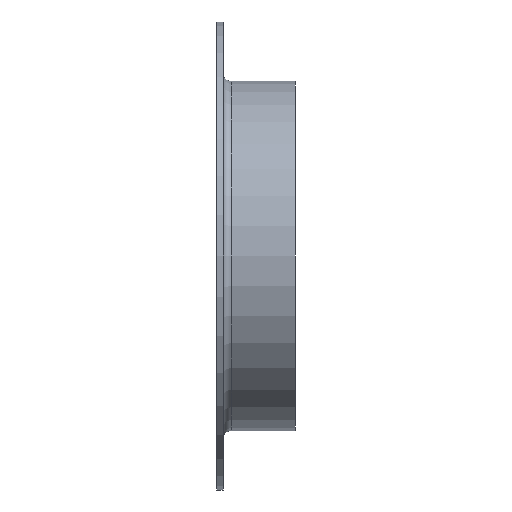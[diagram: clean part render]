
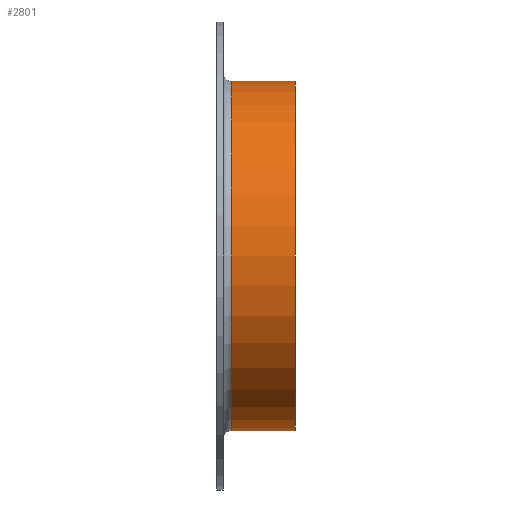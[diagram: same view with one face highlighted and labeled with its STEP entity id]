
A CAD part, front view. The second image highlights one B-rep face of the part: STEP entity #2801.
In plain terms, the highlighted cylindrical face has radius 66.5 mm (diameter 133 mm), a full revolution.
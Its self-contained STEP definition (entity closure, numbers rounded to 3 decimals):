
#932 = DIRECTION ( 'NONE',  ( -1., 0., 0. ) ) ;
#1246 = CARTESIAN_POINT ( 'NONE',  ( 5.5, 0., 0. ) ) ;
#1625 = EDGE_CURVE ( 'NONE', #2972, #2972, #6108, .T. ) ;
#2027 = CARTESIAN_POINT ( 'NONE',  ( 0., 0., 0. ) ) ;
#2801 = ADVANCED_FACE ( 'NONE', ( #7932, #13755 ), #9014, .T. ) ;
#2972 = VERTEX_POINT ( 'NONE', #14549 ) ;
#4491 = ORIENTED_EDGE ( 'NONE', *, *, #1625, .T. ) ;
#5741 = EDGE_CURVE ( 'NONE', #7557, #7557, #6433, .T. ) ;
#6108 = CIRCLE ( 'NONE', #7099, 66.5 ) ;
#6225 = EDGE_LOOP ( 'NONE', ( #12939 ) ) ;
#6433 = CIRCLE ( 'NONE', #13365, 66.5 ) ;
#7099 = AXIS2_PLACEMENT_3D ( 'NONE', #1246, #10716, #9328 ) ;
#7304 = AXIS2_PLACEMENT_3D ( 'NONE', #2027, #932, #14794 ) ;
#7557 = VERTEX_POINT ( 'NONE', #12369 ) ;
#7932 = FACE_OUTER_BOUND ( 'NONE', #14278, .T. ) ;
#9014 = CYLINDRICAL_SURFACE ( 'NONE', #7304, 66.5 ) ;
#9328 = DIRECTION ( 'NONE',  ( 0., 0., 1. ) ) ;
#10716 = DIRECTION ( 'NONE',  ( 1., 0., 0. ) ) ;
#12028 = CARTESIAN_POINT ( 'NONE',  ( 30., 0., 0. ) ) ;
#12369 = CARTESIAN_POINT ( 'NONE',  ( 30., 0., 66.5 ) ) ;
#12939 = ORIENTED_EDGE ( 'NONE', *, *, #5741, .T. ) ;
#13365 = AXIS2_PLACEMENT_3D ( 'NONE', #12028, #13410, #14277 ) ;
#13410 = DIRECTION ( 'NONE',  ( -1., 0., 0. ) ) ;
#13755 = FACE_OUTER_BOUND ( 'NONE', #6225, .T. ) ;
#14277 = DIRECTION ( 'NONE',  ( 0., 0., 1. ) ) ;
#14278 = EDGE_LOOP ( 'NONE', ( #4491 ) ) ;
#14549 = CARTESIAN_POINT ( 'NONE',  ( 5.5, 0., 66.5 ) ) ;
#14794 = DIRECTION ( 'NONE',  ( 0., 0., 1. ) ) ;
